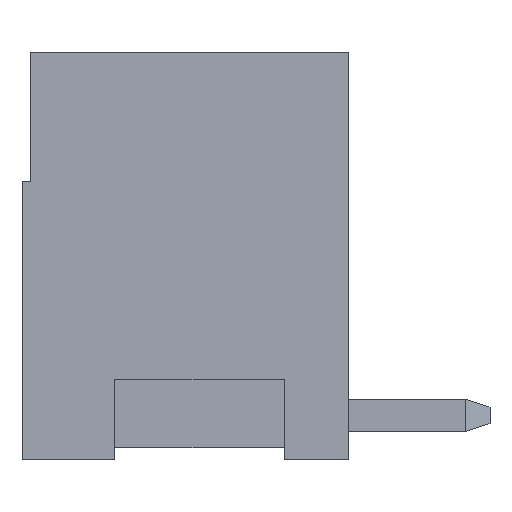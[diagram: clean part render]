
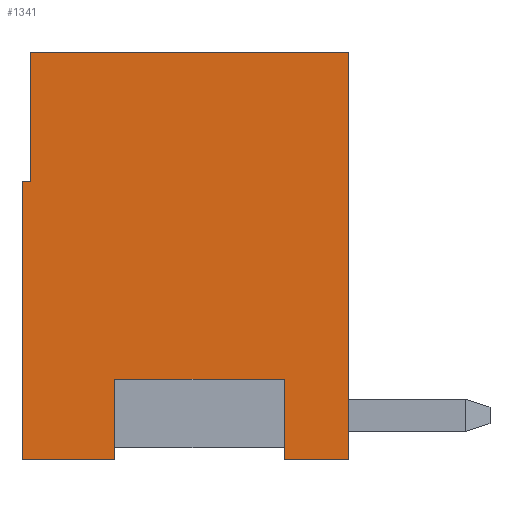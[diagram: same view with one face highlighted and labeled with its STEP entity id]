
A CAD part, left-side view. The second image highlights one B-rep face of the part: STEP entity #1341.
In plain terms, the highlighted planar face has unit normal (-1, 0, 0).
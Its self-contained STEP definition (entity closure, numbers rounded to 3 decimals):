
#1341 = ADVANCED_FACE( '', ( #2679 ), #2680, .T. );
#2679 = FACE_OUTER_BOUND( '', #4018, .T. );
#2680 = PLANE( '', #4019 );
#4018 = EDGE_LOOP( '', ( #7840, #7841, #7842, #7843, #7844, #7845, #7846, #7847, #7848, #7849 ) );
#4019 = AXIS2_PLACEMENT_3D( '', #7850, #7851, #7852 );
#7840 = ORIENTED_EDGE( '', *, *, #8334, .T. );
#7841 = ORIENTED_EDGE( '', *, *, #8747, .T. );
#7842 = ORIENTED_EDGE( '', *, *, #9597, .T. );
#7843 = ORIENTED_EDGE( '', *, *, #9684, .T. );
#7844 = ORIENTED_EDGE( '', *, *, #9670, .T. );
#7845 = ORIENTED_EDGE( '', *, *, #9733, .T. );
#7846 = ORIENTED_EDGE( '', *, *, #9625, .T. );
#7847 = ORIENTED_EDGE( '', *, *, #9704, .F. );
#7848 = ORIENTED_EDGE( '', *, *, #9145, .F. );
#7849 = ORIENTED_EDGE( '', *, *, #9254, .T. );
#7850 = CARTESIAN_POINT( '', ( -9.75, 0., 0. ) );
#7851 = DIRECTION( '', ( -1., 0., 0. ) );
#7852 = DIRECTION( '', ( 0., 0., 1. ) );
#8334 = EDGE_CURVE( '', #10064, #10061, #10065, .T. );
#8747 = EDGE_CURVE( '', #10061, #10769, #10771, .T. );
#9145 = EDGE_CURVE( '', #11370, #11368, #11372, .T. );
#9254 = EDGE_CURVE( '', #11370, #10064, #11525, .T. );
#9597 = EDGE_CURVE( '', #10769, #11953, #11954, .T. );
#9625 = EDGE_CURVE( '', #11987, #11985, #11988, .T. );
#9670 = EDGE_CURVE( '', #12039, #12040, #12041, .T. );
#9684 = EDGE_CURVE( '', #11953, #12039, #12055, .T. );
#9704 = EDGE_CURVE( '', #11368, #11985, #12075, .T. );
#9733 = EDGE_CURVE( '', #12040, #11987, #12105, .T. );
#10061 = VERTEX_POINT( '', #12560 );
#10064 = VERTEX_POINT( '', #12564 );
#10065 = LINE( '', #12565, #12566 );
#10769 = VERTEX_POINT( '', #13604 );
#10771 = LINE( '', #13607, #13608 );
#11368 = VERTEX_POINT( '', #14492 );
#11370 = VERTEX_POINT( '', #14495 );
#11372 = LINE( '', #14498, #14499 );
#11525 = LINE( '', #14731, #14732 );
#11953 = VERTEX_POINT( '', #15375 );
#11954 = LINE( '', #15376, #15377 );
#11985 = VERTEX_POINT( '', #15422 );
#11987 = VERTEX_POINT( '', #15425 );
#11988 = LINE( '', #15426, #15427 );
#12039 = VERTEX_POINT( '', #15505 );
#12040 = VERTEX_POINT( '', #15506 );
#12041 = LINE( '', #15507, #15508 );
#12055 = LINE( '', #15528, #15529 );
#12075 = LINE( '', #15556, #15557 );
#12105 = LINE( '', #15595, #15596 );
#12560 = CARTESIAN_POINT( '', ( -9.75, 1.75, -5.05 ) );
#12564 = CARTESIAN_POINT( '', ( -9.75, 4.05, -5.05 ) );
#12565 = CARTESIAN_POINT( '', ( -9.75, 4.05, -5.05 ) );
#12566 = VECTOR( '', #15784, 1000. );
#13604 = CARTESIAN_POINT( '', ( -9.75, 1.75, -3.05 ) );
#13607 = CARTESIAN_POINT( '', ( -9.75, 1.75, -5.05 ) );
#13608 = VECTOR( '', #16162, 1000. );
#14492 = CARTESIAN_POINT( '', ( -9.75, 3.85, 1.85 ) );
#14495 = CARTESIAN_POINT( '', ( -9.75, 4.05, 1.85 ) );
#14498 = CARTESIAN_POINT( '', ( -9.75, 0., 1.85 ) );
#14499 = VECTOR( '', #16503, 1000. );
#14731 = CARTESIAN_POINT( '', ( -9.75, 4.05, 5.05 ) );
#14732 = VECTOR( '', #16598, 1000. );
#15375 = CARTESIAN_POINT( '', ( -9.75, -2.45, -3.05 ) );
#15376 = CARTESIAN_POINT( '', ( -9.75, 1.75, -3.05 ) );
#15377 = VECTOR( '', #16823, 1000. );
#15422 = CARTESIAN_POINT( '', ( -9.75, 3.85, 5.05 ) );
#15425 = CARTESIAN_POINT( '', ( -9.75, -4.05, 5.05 ) );
#15426 = CARTESIAN_POINT( '', ( -9.75, -4.05, 5.05 ) );
#15427 = VECTOR( '', #16842, 1000. );
#15505 = CARTESIAN_POINT( '', ( -9.75, -2.45, -5.05 ) );
#15506 = CARTESIAN_POINT( '', ( -9.75, -4.05, -5.05 ) );
#15507 = CARTESIAN_POINT( '', ( -9.75, 4.05, -5.05 ) );
#15508 = VECTOR( '', #16870, 1000. );
#15528 = CARTESIAN_POINT( '', ( -9.75, -2.45, -3.05 ) );
#15529 = VECTOR( '', #16877, 1000. );
#15556 = CARTESIAN_POINT( '', ( -9.75, 3.85, 0. ) );
#15557 = VECTOR( '', #16885, 1000. );
#15595 = CARTESIAN_POINT( '', ( -9.75, -4.05, -5.05 ) );
#15596 = VECTOR( '', #16894, 1000. );
#15784 = DIRECTION( '', ( 0., -1., 0. ) );
#16162 = DIRECTION( '', ( 0., 0., 1. ) );
#16503 = DIRECTION( '', ( 0., -1., 0. ) );
#16598 = DIRECTION( '', ( 0., 0., -1. ) );
#16823 = DIRECTION( '', ( 0., -1., 0. ) );
#16842 = DIRECTION( '', ( 0., 1., 0. ) );
#16870 = DIRECTION( '', ( 0., -1., 0. ) );
#16877 = DIRECTION( '', ( 0., 0., -1. ) );
#16885 = DIRECTION( '', ( 0., 0., 1. ) );
#16894 = DIRECTION( '', ( 0., 0., 1. ) );
